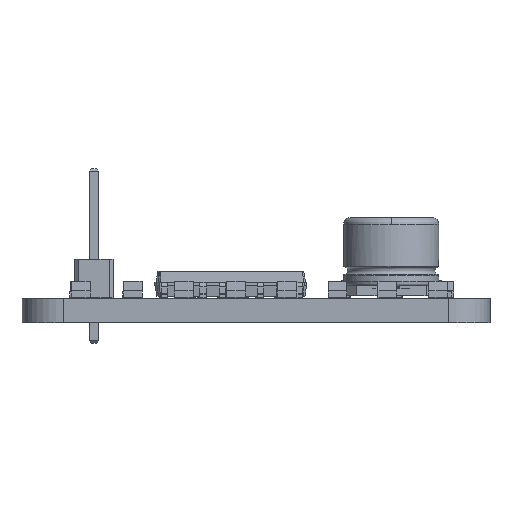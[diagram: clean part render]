
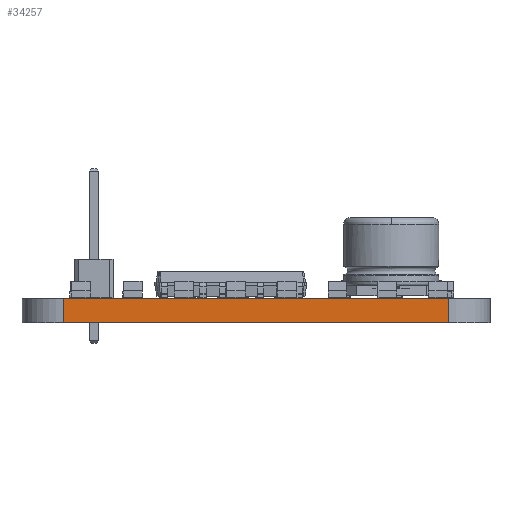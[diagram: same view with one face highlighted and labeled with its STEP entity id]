
A CAD part, left-side view. The second image highlights one B-rep face of the part: STEP entity #34257.
In plain terms, the highlighted planar face has unit normal (-1, 0.001, 0).
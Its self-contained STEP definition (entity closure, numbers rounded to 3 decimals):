
#33314 = PLANE('',#33315);
#33315 = AXIS2_PLACEMENT_3D('',#33316,#33317,#33318);
#33316 = CARTESIAN_POINT('',(146.928,-104.144,1.6));
#33317 = DIRECTION('',(-0.,-0.,-1.));
#33318 = DIRECTION('',(-1.,0.,0.));
#33368 = PLANE('',#33369);
#33369 = AXIS2_PLACEMENT_3D('',#33370,#33371,#33372);
#33370 = CARTESIAN_POINT('',(146.928,-104.144,0.));
#33371 = DIRECTION('',(-0.,-0.,-1.));
#33372 = DIRECTION('',(-1.,0.,0.));
#33581 = VERTEX_POINT('',#33582);
#33582 = CARTESIAN_POINT('',(121.665,-116.865,0.));
#33601 = CYLINDRICAL_SURFACE('',#33602,2.744);
#33602 = AXIS2_PLACEMENT_3D('',#33603,#33604,#33605);
#33603 = CARTESIAN_POINT('',(124.409,-116.865,0.));
#33604 = DIRECTION('',(-0.,-0.,-1.));
#33605 = DIRECTION('',(1.,0.,-0.));
#33613 = EDGE_CURVE('',#33581,#33614,#33616,.T.);
#33614 = VERTEX_POINT('',#33615);
#33615 = CARTESIAN_POINT('',(121.691,-91.415,0.));
#33616 = SURFACE_CURVE('',#33617,(#33621,#33628),.PCURVE_S1.);
#33617 = LINE('',#33618,#33619);
#33618 = CARTESIAN_POINT('',(121.665,-116.865,0.));
#33619 = VECTOR('',#33620,1.);
#33620 = DIRECTION('',(0.001,1.,0.));
#33621 = PCURVE('',#33368,#33622);
#33622 = DEFINITIONAL_REPRESENTATION('',(#33623),#33627);
#33623 = LINE('',#33624,#33625);
#33624 = CARTESIAN_POINT('',(25.263,-12.721));
#33625 = VECTOR('',#33626,1.);
#33626 = DIRECTION('',(-0.001,1.));
#33627 = ( GEOMETRIC_REPRESENTATION_CONTEXT(2) 
PARAMETRIC_REPRESENTATION_CONTEXT() REPRESENTATION_CONTEXT('2D SPACE',''
  ) );
#33628 = PCURVE('',#33629,#33634);
#33629 = PLANE('',#33630);
#33630 = AXIS2_PLACEMENT_3D('',#33631,#33632,#33633);
#33631 = CARTESIAN_POINT('',(121.665,-116.865,0.));
#33632 = DIRECTION('',(-1.,0.001,0.));
#33633 = DIRECTION('',(0.001,1.,0.));
#33634 = DEFINITIONAL_REPRESENTATION('',(#33635),#33639);
#33635 = LINE('',#33636,#33637);
#33636 = CARTESIAN_POINT('',(0.,0.));
#33637 = VECTOR('',#33638,1.);
#33638 = DIRECTION('',(1.,0.));
#33639 = ( GEOMETRIC_REPRESENTATION_CONTEXT(2) 
PARAMETRIC_REPRESENTATION_CONTEXT() REPRESENTATION_CONTEXT('2D SPACE',''
  ) );
#33662 = CYLINDRICAL_SURFACE('',#33663,2.744);
#33663 = AXIS2_PLACEMENT_3D('',#33664,#33665,#33666);
#33664 = CARTESIAN_POINT('',(124.435,-91.415,0.));
#33665 = DIRECTION('',(-0.,-0.,-1.));
#33666 = DIRECTION('',(1.,0.,-0.));
#33900 = VERTEX_POINT('',#33901);
#33901 = CARTESIAN_POINT('',(121.665,-116.865,1.6));
#33927 = EDGE_CURVE('',#33900,#33928,#33930,.T.);
#33928 = VERTEX_POINT('',#33929);
#33929 = CARTESIAN_POINT('',(121.691,-91.415,1.6));
#33930 = SURFACE_CURVE('',#33931,(#33935,#33942),.PCURVE_S1.);
#33931 = LINE('',#33932,#33933);
#33932 = CARTESIAN_POINT('',(121.665,-116.865,1.6));
#33933 = VECTOR('',#33934,1.);
#33934 = DIRECTION('',(0.001,1.,0.));
#33935 = PCURVE('',#33314,#33936);
#33936 = DEFINITIONAL_REPRESENTATION('',(#33937),#33941);
#33937 = LINE('',#33938,#33939);
#33938 = CARTESIAN_POINT('',(25.263,-12.721));
#33939 = VECTOR('',#33940,1.);
#33940 = DIRECTION('',(-0.001,1.));
#33941 = ( GEOMETRIC_REPRESENTATION_CONTEXT(2) 
PARAMETRIC_REPRESENTATION_CONTEXT() REPRESENTATION_CONTEXT('2D SPACE',''
  ) );
#33942 = PCURVE('',#33629,#33943);
#33943 = DEFINITIONAL_REPRESENTATION('',(#33944),#33948);
#33944 = LINE('',#33945,#33946);
#33945 = CARTESIAN_POINT('',(0.,-1.6));
#33946 = VECTOR('',#33947,1.);
#33947 = DIRECTION('',(1.,0.));
#33948 = ( GEOMETRIC_REPRESENTATION_CONTEXT(2) 
PARAMETRIC_REPRESENTATION_CONTEXT() REPRESENTATION_CONTEXT('2D SPACE',''
  ) );
#34209 = EDGE_CURVE('',#33614,#33928,#34210,.T.);
#34210 = SURFACE_CURVE('',#34211,(#34215,#34222),.PCURVE_S1.);
#34211 = LINE('',#34212,#34213);
#34212 = CARTESIAN_POINT('',(121.691,-91.415,0.));
#34213 = VECTOR('',#34214,1.);
#34214 = DIRECTION('',(0.,0.,1.));
#34215 = PCURVE('',#33662,#34216);
#34216 = DEFINITIONAL_REPRESENTATION('',(#34217),#34221);
#34217 = LINE('',#34218,#34219);
#34218 = CARTESIAN_POINT('',(-3.141,0.));
#34219 = VECTOR('',#34220,1.);
#34220 = DIRECTION('',(-0.,-1.));
#34221 = ( GEOMETRIC_REPRESENTATION_CONTEXT(2) 
PARAMETRIC_REPRESENTATION_CONTEXT() REPRESENTATION_CONTEXT('2D SPACE',''
  ) );
#34222 = PCURVE('',#33629,#34223);
#34223 = DEFINITIONAL_REPRESENTATION('',(#34224),#34228);
#34224 = LINE('',#34225,#34226);
#34225 = CARTESIAN_POINT('',(25.451,0.));
#34226 = VECTOR('',#34227,1.);
#34227 = DIRECTION('',(0.,-1.));
#34228 = ( GEOMETRIC_REPRESENTATION_CONTEXT(2) 
PARAMETRIC_REPRESENTATION_CONTEXT() REPRESENTATION_CONTEXT('2D SPACE',''
  ) );
#34234 = EDGE_CURVE('',#33581,#33900,#34235,.T.);
#34235 = SURFACE_CURVE('',#34236,(#34240,#34247),.PCURVE_S1.);
#34236 = LINE('',#34237,#34238);
#34237 = CARTESIAN_POINT('',(121.665,-116.865,0.));
#34238 = VECTOR('',#34239,1.);
#34239 = DIRECTION('',(0.,0.,1.));
#34240 = PCURVE('',#33601,#34241);
#34241 = DEFINITIONAL_REPRESENTATION('',(#34242),#34246);
#34242 = LINE('',#34243,#34244);
#34243 = CARTESIAN_POINT('',(-3.142,0.));
#34244 = VECTOR('',#34245,1.);
#34245 = DIRECTION('',(-0.,-1.));
#34246 = ( GEOMETRIC_REPRESENTATION_CONTEXT(2) 
PARAMETRIC_REPRESENTATION_CONTEXT() REPRESENTATION_CONTEXT('2D SPACE',''
  ) );
#34247 = PCURVE('',#33629,#34248);
#34248 = DEFINITIONAL_REPRESENTATION('',(#34249),#34253);
#34249 = LINE('',#34250,#34251);
#34250 = CARTESIAN_POINT('',(0.,0.));
#34251 = VECTOR('',#34252,1.);
#34252 = DIRECTION('',(0.,-1.));
#34253 = ( GEOMETRIC_REPRESENTATION_CONTEXT(2) 
PARAMETRIC_REPRESENTATION_CONTEXT() REPRESENTATION_CONTEXT('2D SPACE',''
  ) );
#34257 = ADVANCED_FACE('',(#34258),#33629,.T.);
#34258 = FACE_BOUND('',#34259,.T.);
#34259 = EDGE_LOOP('',(#34260,#34261,#34262,#34263));
#34260 = ORIENTED_EDGE('',*,*,#34234,.T.);
#34261 = ORIENTED_EDGE('',*,*,#33927,.T.);
#34262 = ORIENTED_EDGE('',*,*,#34209,.F.);
#34263 = ORIENTED_EDGE('',*,*,#33613,.F.);
